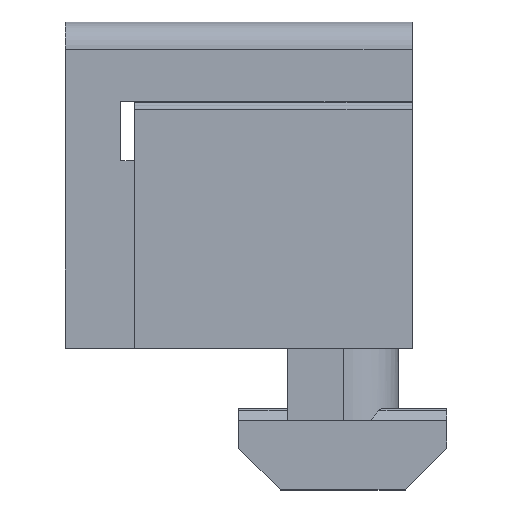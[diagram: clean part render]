
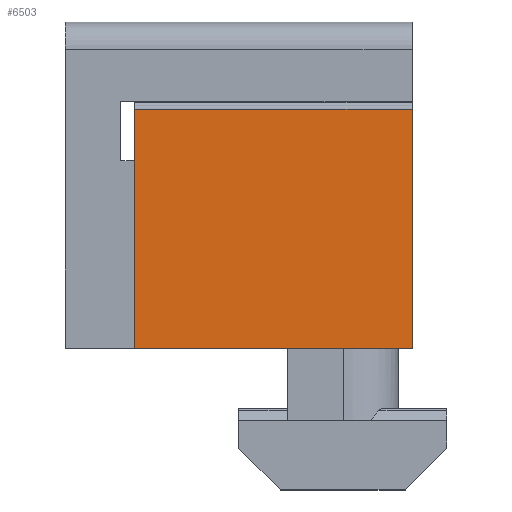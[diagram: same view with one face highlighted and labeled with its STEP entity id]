
A CAD part, top view. The second image highlights one B-rep face of the part: STEP entity #6503.
In plain terms, the highlighted planar face has unit normal (0, 0, 1).
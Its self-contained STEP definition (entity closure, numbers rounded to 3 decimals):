
#2568 = PLANE('',#2569);
#2569 = AXIS2_PLACEMENT_3D('',#2570,#2571,#2572);
#2570 = CARTESIAN_POINT('',(-15.,17.2,9.7));
#2571 = DIRECTION('',(1.,0.,0.));
#2572 = DIRECTION('',(0.,0.,-1.));
#3301 = PLANE('',#3302);
#3302 = AXIS2_PLACEMENT_3D('',#3303,#3304,#3305);
#3303 = CARTESIAN_POINT('',(5.,17.2,9.7));
#3304 = DIRECTION('',(1.,0.,0.));
#3305 = DIRECTION('',(0.,0.,-1.));
#4874 = PLANE('',#4875);
#4875 = AXIS2_PLACEMENT_3D('',#4876,#4877,#4878);
#4876 = CARTESIAN_POINT('',(5.,0.,10.));
#4877 = DIRECTION('',(-0.,1.,0.));
#4878 = DIRECTION('',(0.,0.,1.));
#5012 = VERTEX_POINT('',#5013);
#5013 = CARTESIAN_POINT('',(-15.,0.,10.));
#5065 = VERTEX_POINT('',#5066);
#5066 = CARTESIAN_POINT('',(5.,0.,10.));
#5087 = EDGE_CURVE('',#5065,#5012,#5088,.T.);
#5088 = SURFACE_CURVE('',#5089,(#5093,#5100),.PCURVE_S1.);
#5089 = LINE('',#5090,#5091);
#5090 = CARTESIAN_POINT('',(5.,0.,10.));
#5091 = VECTOR('',#5092,1.);
#5092 = DIRECTION('',(-1.,-0.,-0.));
#5093 = PCURVE('',#4874,#5094);
#5094 = DEFINITIONAL_REPRESENTATION('',(#5095),#5099);
#5095 = LINE('',#5096,#5097);
#5096 = CARTESIAN_POINT('',(0.,0.));
#5097 = VECTOR('',#5098,1.);
#5098 = DIRECTION('',(-0.,-1.));
#5099 = ( GEOMETRIC_REPRESENTATION_CONTEXT(2) 
PARAMETRIC_REPRESENTATION_CONTEXT() REPRESENTATION_CONTEXT('2D SPACE',''
  ) );
#5100 = PCURVE('',#5101,#5106);
#5101 = PLANE('',#5102);
#5102 = AXIS2_PLACEMENT_3D('',#5103,#5104,#5105);
#5103 = CARTESIAN_POINT('',(5.,17.2,10.));
#5104 = DIRECTION('',(0.,0.,-1.));
#5105 = DIRECTION('',(-1.,0.,0.));
#5106 = DEFINITIONAL_REPRESENTATION('',(#5107),#5111);
#5107 = LINE('',#5108,#5109);
#5108 = CARTESIAN_POINT('',(0.,-17.2));
#5109 = VECTOR('',#5110,1.);
#5110 = DIRECTION('',(1.,0.));
#5111 = ( GEOMETRIC_REPRESENTATION_CONTEXT(2) 
PARAMETRIC_REPRESENTATION_CONTEXT() REPRESENTATION_CONTEXT('2D SPACE',''
  ) );
#6503 = ADVANCED_FACE('',(#6504),#5101,.F.);
#6504 = FACE_BOUND('',#6505,.T.);
#6505 = EDGE_LOOP('',(#6506,#6529,#6530,#6553));
#6506 = ORIENTED_EDGE('',*,*,#6507,.T.);
#6507 = EDGE_CURVE('',#6508,#5012,#6510,.T.);
#6508 = VERTEX_POINT('',#6509);
#6509 = CARTESIAN_POINT('',(-15.,17.2,10.));
#6510 = SURFACE_CURVE('',#6511,(#6515,#6522),.PCURVE_S1.);
#6511 = LINE('',#6512,#6513);
#6512 = CARTESIAN_POINT('',(-15.,17.2,10.));
#6513 = VECTOR('',#6514,1.);
#6514 = DIRECTION('',(0.,-1.,0.));
#6515 = PCURVE('',#5101,#6516);
#6516 = DEFINITIONAL_REPRESENTATION('',(#6517),#6521);
#6517 = LINE('',#6518,#6519);
#6518 = CARTESIAN_POINT('',(20.,0.));
#6519 = VECTOR('',#6520,1.);
#6520 = DIRECTION('',(0.,-1.));
#6521 = ( GEOMETRIC_REPRESENTATION_CONTEXT(2) 
PARAMETRIC_REPRESENTATION_CONTEXT() REPRESENTATION_CONTEXT('2D SPACE',''
  ) );
#6522 = PCURVE('',#2568,#6523);
#6523 = DEFINITIONAL_REPRESENTATION('',(#6524),#6528);
#6524 = LINE('',#6525,#6526);
#6525 = CARTESIAN_POINT('',(-0.3,0.));
#6526 = VECTOR('',#6527,1.);
#6527 = DIRECTION('',(0.,-1.));
#6528 = ( GEOMETRIC_REPRESENTATION_CONTEXT(2) 
PARAMETRIC_REPRESENTATION_CONTEXT() REPRESENTATION_CONTEXT('2D SPACE',''
  ) );
#6529 = ORIENTED_EDGE('',*,*,#5087,.F.);
#6530 = ORIENTED_EDGE('',*,*,#6531,.F.);
#6531 = EDGE_CURVE('',#6532,#5065,#6534,.T.);
#6532 = VERTEX_POINT('',#6533);
#6533 = CARTESIAN_POINT('',(5.,17.2,10.));
#6534 = SURFACE_CURVE('',#6535,(#6539,#6546),.PCURVE_S1.);
#6535 = LINE('',#6536,#6537);
#6536 = CARTESIAN_POINT('',(5.,17.2,10.));
#6537 = VECTOR('',#6538,1.);
#6538 = DIRECTION('',(0.,-1.,0.));
#6539 = PCURVE('',#5101,#6540);
#6540 = DEFINITIONAL_REPRESENTATION('',(#6541),#6545);
#6541 = LINE('',#6542,#6543);
#6542 = CARTESIAN_POINT('',(0.,0.));
#6543 = VECTOR('',#6544,1.);
#6544 = DIRECTION('',(0.,-1.));
#6545 = ( GEOMETRIC_REPRESENTATION_CONTEXT(2) 
PARAMETRIC_REPRESENTATION_CONTEXT() REPRESENTATION_CONTEXT('2D SPACE',''
  ) );
#6546 = PCURVE('',#3301,#6547);
#6547 = DEFINITIONAL_REPRESENTATION('',(#6548),#6552);
#6548 = LINE('',#6549,#6550);
#6549 = CARTESIAN_POINT('',(-0.3,0.));
#6550 = VECTOR('',#6551,1.);
#6551 = DIRECTION('',(0.,-1.));
#6552 = ( GEOMETRIC_REPRESENTATION_CONTEXT(2) 
PARAMETRIC_REPRESENTATION_CONTEXT() REPRESENTATION_CONTEXT('2D SPACE',''
  ) );
#6553 = ORIENTED_EDGE('',*,*,#6554,.T.);
#6554 = EDGE_CURVE('',#6532,#6508,#6555,.T.);
#6555 = SURFACE_CURVE('',#6556,(#6560,#6567),.PCURVE_S1.);
#6556 = LINE('',#6557,#6558);
#6557 = CARTESIAN_POINT('',(5.,17.2,10.));
#6558 = VECTOR('',#6559,1.);
#6559 = DIRECTION('',(-1.,-0.,-0.));
#6560 = PCURVE('',#5101,#6561);
#6561 = DEFINITIONAL_REPRESENTATION('',(#6562),#6566);
#6562 = LINE('',#6563,#6564);
#6563 = CARTESIAN_POINT('',(0.,0.));
#6564 = VECTOR('',#6565,1.);
#6565 = DIRECTION('',(1.,0.));
#6566 = ( GEOMETRIC_REPRESENTATION_CONTEXT(2) 
PARAMETRIC_REPRESENTATION_CONTEXT() REPRESENTATION_CONTEXT('2D SPACE',''
  ) );
#6567 = PCURVE('',#6568,#6573);
#6568 = CYLINDRICAL_SURFACE('',#6569,0.3);
#6569 = AXIS2_PLACEMENT_3D('',#6570,#6571,#6572);
#6570 = CARTESIAN_POINT('',(5.,17.2,9.7));
#6571 = DIRECTION('',(1.,-0.,-0.));
#6572 = DIRECTION('',(0.,0.,1.));
#6573 = DEFINITIONAL_REPRESENTATION('',(#6574),#6578);
#6574 = LINE('',#6575,#6576);
#6575 = CARTESIAN_POINT('',(6.283,0.));
#6576 = VECTOR('',#6577,1.);
#6577 = DIRECTION('',(0.,-1.));
#6578 = ( GEOMETRIC_REPRESENTATION_CONTEXT(2) 
PARAMETRIC_REPRESENTATION_CONTEXT() REPRESENTATION_CONTEXT('2D SPACE',''
  ) );
